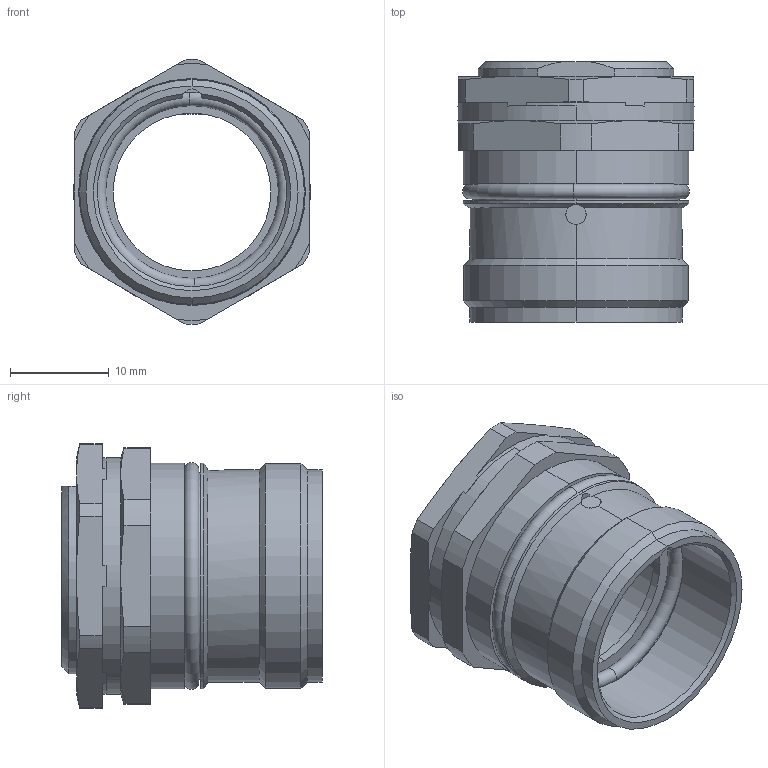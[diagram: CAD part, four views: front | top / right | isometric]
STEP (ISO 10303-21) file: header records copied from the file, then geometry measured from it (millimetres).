
FILE_DESCRIPTION((''),'2;1');
FILE_NAME('8-1','2017-08-05T',('ch.chen'),(''),'PRO/ENGINEER BY PARAMETRIC TECHNOLOGY CORPORATION, 2012480','PRO/ENGINEER BY PARAMETRIC TECHNOLOGY CORPORATION, 2012480','');
FILE_SCHEMA(('AUTOMOTIVE_DESIGN { 1 0 10303 214 1 1 1 1 }'));
Length unit declared in the file: millimetre
Products named in the file (1): 8-1
Bounding box: 23.99 x 26.4 x 26.8 mm (x, y, z)
Volume: 4122.8 mm3; surface area: 5326.7 mm2
Topology: 1 solids, 1 shells, 169 faces, 475 edges, 317 vertices
Faces by surface type: cylinder 65, plane 59, cone 41, torus 4
Entity records: 6273 total; most frequent: CARTESIAN_POINT 1607, DIRECTION 992, ORIENTED_EDGE 950, EDGE_CURVE 475, AXIS2_PLACEMENT_3D 410, VERTEX_POINT 317, CIRCLE 241, EDGE_LOOP 182
